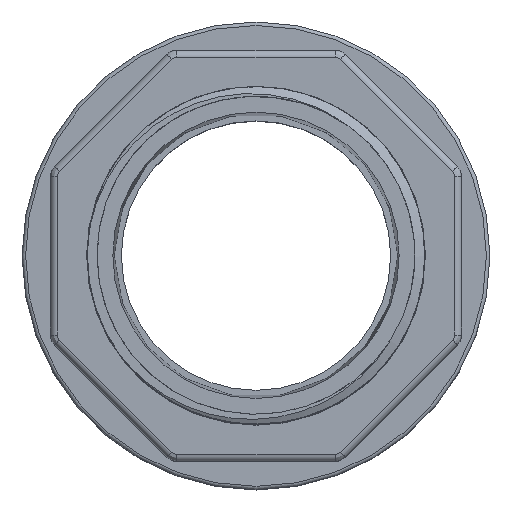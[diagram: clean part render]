
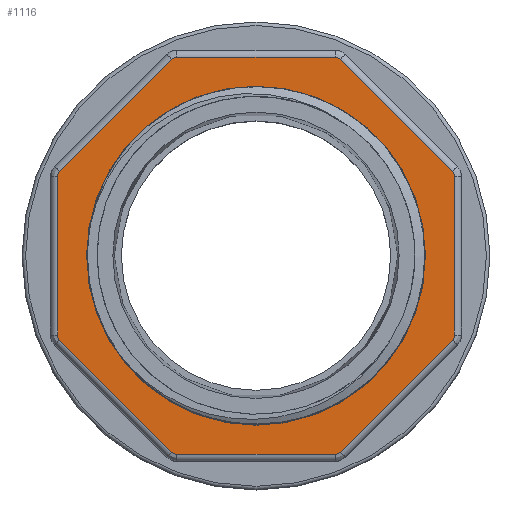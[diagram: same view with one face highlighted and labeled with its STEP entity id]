
A CAD part, top view. The second image highlights one B-rep face of the part: STEP entity #1116.
In plain terms, the highlighted planar face has unit normal (0, 0, 1).
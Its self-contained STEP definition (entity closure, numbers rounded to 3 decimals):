
#878=FACE_BOUND('',#2040,.T.);
#879=FACE_BOUND('',#2041,.T.);
#997=CIRCLE('',#6495,23.902);
#999=CIRCLE('',#6498,1.);
#1000=CIRCLE('',#6499,1.);
#1001=CIRCLE('',#6500,1.);
#1002=CIRCLE('',#6501,1.);
#1003=CIRCLE('',#6502,1.);
#1004=CIRCLE('',#6503,1.);
#1005=CIRCLE('',#6504,1.);
#1006=CIRCLE('',#6505,1.);
#1116=ADVANCED_FACE('',(#878,#879),#1424,.T.);
#1424=PLANE('',#6506);
#2040=EDGE_LOOP('',(#2872,#2873,#2874,#2875,#2876,#2877,#2878,#2879,#2880,
#2881,#2882,#2883,#2884,#2885,#2886,#2887));
#2041=EDGE_LOOP('',(#2888));
#2872=ORIENTED_EDGE('',*,*,#5092,.T.);
#2873=ORIENTED_EDGE('',*,*,#5093,.T.);
#2874=ORIENTED_EDGE('',*,*,#5094,.T.);
#2875=ORIENTED_EDGE('',*,*,#5095,.T.);
#2876=ORIENTED_EDGE('',*,*,#5096,.T.);
#2877=ORIENTED_EDGE('',*,*,#5097,.T.);
#2878=ORIENTED_EDGE('',*,*,#5098,.T.);
#2879=ORIENTED_EDGE('',*,*,#5099,.T.);
#2880=ORIENTED_EDGE('',*,*,#5100,.T.);
#2881=ORIENTED_EDGE('',*,*,#5101,.T.);
#2882=ORIENTED_EDGE('',*,*,#5102,.T.);
#2883=ORIENTED_EDGE('',*,*,#5103,.T.);
#2884=ORIENTED_EDGE('',*,*,#5104,.T.);
#2885=ORIENTED_EDGE('',*,*,#5105,.T.);
#2886=ORIENTED_EDGE('',*,*,#5106,.T.);
#2887=ORIENTED_EDGE('',*,*,#5107,.T.);
#2888=ORIENTED_EDGE('',*,*,#5090,.F.);
#4439=VERTEX_POINT('',#16291);
#4441=VERTEX_POINT('',#16296);
#4442=VERTEX_POINT('',#16297);
#4443=VERTEX_POINT('',#16299);
#4444=VERTEX_POINT('',#16301);
#4445=VERTEX_POINT('',#16303);
#4446=VERTEX_POINT('',#16305);
#4447=VERTEX_POINT('',#16307);
#4448=VERTEX_POINT('',#16309);
#4449=VERTEX_POINT('',#16311);
#4450=VERTEX_POINT('',#16313);
#4451=VERTEX_POINT('',#16315);
#4452=VERTEX_POINT('',#16317);
#4453=VERTEX_POINT('',#16319);
#4454=VERTEX_POINT('',#16321);
#4455=VERTEX_POINT('',#16323);
#4456=VERTEX_POINT('',#16325);
#5090=EDGE_CURVE('',#4439,#4439,#997,.T.);
#5092=EDGE_CURVE('',#4441,#4442,#5677,.T.);
#5093=EDGE_CURVE('',#4442,#4443,#999,.T.);
#5094=EDGE_CURVE('',#4443,#4444,#5678,.T.);
#5095=EDGE_CURVE('',#4444,#4445,#1000,.T.);
#5096=EDGE_CURVE('',#4445,#4446,#5679,.T.);
#5097=EDGE_CURVE('',#4446,#4447,#1001,.T.);
#5098=EDGE_CURVE('',#4447,#4448,#5680,.T.);
#5099=EDGE_CURVE('',#4448,#4449,#1002,.T.);
#5100=EDGE_CURVE('',#4449,#4450,#5681,.T.);
#5101=EDGE_CURVE('',#4450,#4451,#1003,.T.);
#5102=EDGE_CURVE('',#4451,#4452,#5682,.T.);
#5103=EDGE_CURVE('',#4452,#4453,#1004,.T.);
#5104=EDGE_CURVE('',#4453,#4454,#5683,.T.);
#5105=EDGE_CURVE('',#4454,#4455,#1005,.T.);
#5106=EDGE_CURVE('',#4455,#4456,#5684,.T.);
#5107=EDGE_CURVE('',#4456,#4441,#1006,.T.);
#5677=LINE('',#16295,#5990);
#5678=LINE('',#16300,#5991);
#5679=LINE('',#16304,#5992);
#5680=LINE('',#16308,#5993);
#5681=LINE('',#16312,#5994);
#5682=LINE('',#16316,#5995);
#5683=LINE('',#16320,#5996);
#5684=LINE('',#16324,#5997);
#5990=VECTOR('',#7130,1.);
#5991=VECTOR('',#7133,1.);
#5992=VECTOR('',#7136,1.);
#5993=VECTOR('',#7139,1.);
#5994=VECTOR('',#7142,1.);
#5995=VECTOR('',#7145,1.);
#5996=VECTOR('',#7148,1.);
#5997=VECTOR('',#7151,1.);
#6495=AXIS2_PLACEMENT_3D('',#16290,#7124,#7125);
#6498=AXIS2_PLACEMENT_3D('',#16298,#7131,#7132);
#6499=AXIS2_PLACEMENT_3D('',#16302,#7134,#7135);
#6500=AXIS2_PLACEMENT_3D('',#16306,#7137,#7138);
#6501=AXIS2_PLACEMENT_3D('',#16310,#7140,#7141);
#6502=AXIS2_PLACEMENT_3D('',#16314,#7143,#7144);
#6503=AXIS2_PLACEMENT_3D('',#16318,#7146,#7147);
#6504=AXIS2_PLACEMENT_3D('',#16322,#7149,#7150);
#6505=AXIS2_PLACEMENT_3D('',#16326,#7152,#7153);
#6506=AXIS2_PLACEMENT_3D('',#16327,#7154,#7155);
#7124=DIRECTION('',(0.,0.,1.));
#7125=DIRECTION('',(1.,0.,0.));
#7130=DIRECTION('',(-0.707,0.707,0.));
#7131=DIRECTION('',(0.,0.,1.));
#7132=DIRECTION('',(1.,0.,0.));
#7133=DIRECTION('',(-1.,0.,0.));
#7134=DIRECTION('',(0.,0.,1.));
#7135=DIRECTION('',(1.,0.,0.));
#7136=DIRECTION('',(-0.707,-0.707,0.));
#7137=DIRECTION('',(0.,0.,1.));
#7138=DIRECTION('',(1.,0.,0.));
#7139=DIRECTION('',(0.,-1.,0.));
#7140=DIRECTION('',(0.,0.,1.));
#7141=DIRECTION('',(1.,0.,0.));
#7142=DIRECTION('',(0.707,-0.707,0.));
#7143=DIRECTION('',(0.,0.,1.));
#7144=DIRECTION('',(1.,0.,0.));
#7145=DIRECTION('',(1.,0.,0.));
#7146=DIRECTION('',(0.,0.,1.));
#7147=DIRECTION('',(1.,0.,0.));
#7148=DIRECTION('',(0.707,0.707,0.));
#7149=DIRECTION('',(0.,0.,1.));
#7150=DIRECTION('',(1.,0.,0.));
#7151=DIRECTION('',(0.,1.,0.));
#7152=DIRECTION('',(0.,0.,1.));
#7153=DIRECTION('',(1.,0.,0.));
#7154=DIRECTION('',(0.,0.,1.));
#7155=DIRECTION('',(-1.,0.,0.));
#16290=CARTESIAN_POINT('',(0.,-210.92,42.));
#16291=CARTESIAN_POINT('',(23.901,-210.92,42.));
#16295=CARTESIAN_POINT('',(11.891,-183.213,42.));
#16296=CARTESIAN_POINT('',(27.707,-199.03,42.));
#16297=CARTESIAN_POINT('',(11.891,-183.213,42.));
#16298=CARTESIAN_POINT('',(11.184,-183.92,42.));
#16299=CARTESIAN_POINT('',(11.184,-182.92,42.));
#16300=CARTESIAN_POINT('',(-11.184,-182.92,42.));
#16301=CARTESIAN_POINT('',(-11.184,-182.92,42.));
#16302=CARTESIAN_POINT('',(-11.184,-183.92,42.));
#16303=CARTESIAN_POINT('',(-11.891,-183.213,42.));
#16304=CARTESIAN_POINT('',(-27.707,-199.03,42.));
#16305=CARTESIAN_POINT('',(-27.707,-199.03,42.));
#16306=CARTESIAN_POINT('',(-27.,-199.737,42.));
#16307=CARTESIAN_POINT('',(-28.,-199.737,42.));
#16308=CARTESIAN_POINT('',(-28.,-222.104,42.));
#16309=CARTESIAN_POINT('',(-28.,-222.104,42.));
#16310=CARTESIAN_POINT('',(-27.,-222.104,42.));
#16311=CARTESIAN_POINT('',(-27.707,-222.811,42.));
#16312=CARTESIAN_POINT('',(-11.891,-238.627,42.));
#16313=CARTESIAN_POINT('',(-11.891,-238.627,42.));
#16314=CARTESIAN_POINT('',(-11.184,-237.92,42.));
#16315=CARTESIAN_POINT('',(-11.184,-238.92,42.));
#16316=CARTESIAN_POINT('',(11.184,-238.92,42.));
#16317=CARTESIAN_POINT('',(11.184,-238.92,42.));
#16318=CARTESIAN_POINT('',(11.184,-237.92,42.));
#16319=CARTESIAN_POINT('',(11.891,-238.627,42.));
#16320=CARTESIAN_POINT('',(27.707,-222.811,42.));
#16321=CARTESIAN_POINT('',(27.707,-222.811,42.));
#16322=CARTESIAN_POINT('',(27.,-222.104,42.));
#16323=CARTESIAN_POINT('',(28.,-222.104,42.));
#16324=CARTESIAN_POINT('',(28.,-199.737,42.));
#16325=CARTESIAN_POINT('',(28.,-199.737,42.));
#16326=CARTESIAN_POINT('',(27.,-199.737,42.));
#16327=CARTESIAN_POINT('',(0.,-210.92,42.));
